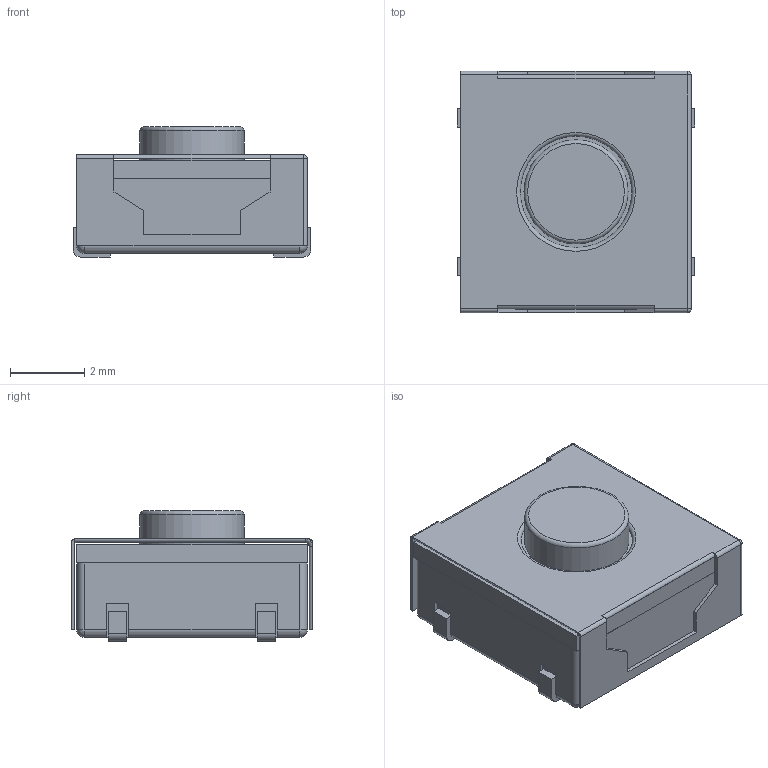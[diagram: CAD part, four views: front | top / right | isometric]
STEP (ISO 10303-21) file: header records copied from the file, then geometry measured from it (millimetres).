
FILE_DESCRIPTION(/* description */ (''),/* implementation_level */ '2;1');
FILE_NAME(/* name */ 'SKRAAKE010.step',/* time_stamp */ '2023-10-22T15:22:22+08:00',/* author */ (''),/* organization */ (''),/* preprocessor_version */ 'ST-DEVELOPER v19.2',/* originating_system */ 'Autodesk Translation Framework v12.6.0.85',/* authorisation */ '');
FILE_SCHEMA (('AUTOMOTIVE_DESIGN { 1 0 10303 214 3 1 1 }'));
Length unit declared in the file: millimetre
Products named in the file (5): 3D_PCB1_2023-10-22; COMPOUND; SW1; SW-SMD_4P-L6.2-W6.2-P4.00-LS6.8; COMPOUND (1)
Assembly tree (4 placements, depth 4):
  3D_PCB1_2023-10-22
    COMPOUND
    SW1
      SW-SMD_4P-L6.2-W6.2-P4.00-LS6.8
        COMPOUND (1)
Bounding box: 6.4 x 6.5 x 3.5 mm (x, y, z)
Volume: 106.1 mm3; surface area: 325.6 mm2
Topology: 3 solids, 3 shells, 182 faces, 493 edges, 315 vertices
Faces by surface type: plane 130, cylinder 29, bspline 14, sphere 6, torus 3
Full cylindrical faces by diameter (mm): 2.8 x1
Entity records: 6455 total; most frequent: CARTESIAN_POINT 1791, ORIENTED_EDGE 974, DIRECTION 878, EDGE_CURVE 487, LINE 394, VECTOR 394, VERTEX_POINT 315, AXIS2_PLACEMENT_3D 242
